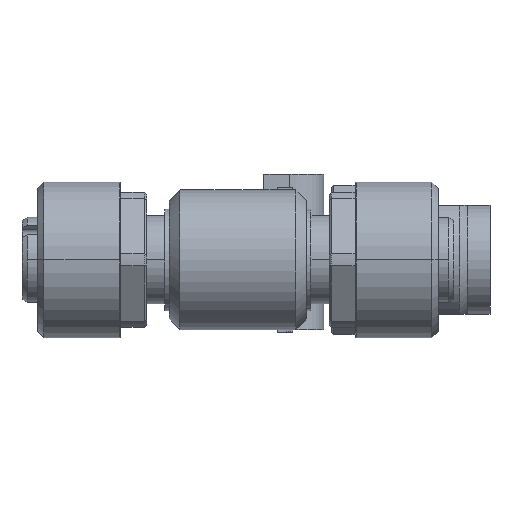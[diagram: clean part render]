
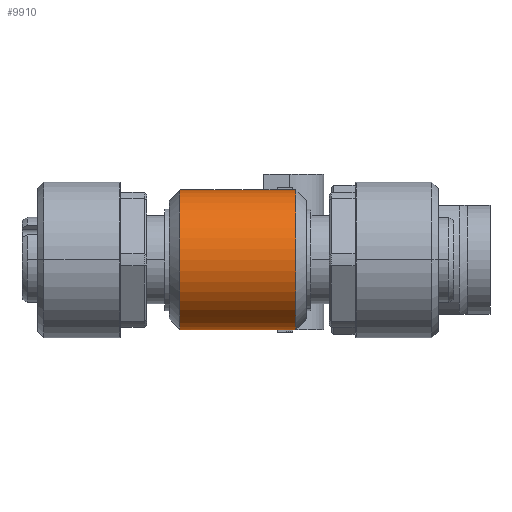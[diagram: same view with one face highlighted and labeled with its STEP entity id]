
A CAD part, left-side view. The second image highlights one B-rep face of the part: STEP entity #9910.
In plain terms, the highlighted cylindrical face has radius 6.75 mm (diameter 13.5 mm), a partial arc.
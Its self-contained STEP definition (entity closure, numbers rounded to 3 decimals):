
#537=CARTESIAN_POINT('',(-9.9,-10.334,6.75));
#538=CARTESIAN_POINT('',(-10.217,-10.334,6.75));
#539=CARTESIAN_POINT('',(-10.53,-10.356,6.728));
#540=CARTESIAN_POINT('',(-10.84,-10.4,6.684));
#560=CARTESIAN_POINT('',(-9.9,-10.4,0.));
#561=DIRECTION('',(0.,-1.,0.));
#562=DIRECTION('',(-1.,0.,0.));
#563=AXIS2_PLACEMENT_3D('',#560,#561,#562);
#568=CARTESIAN_POINT('',(-9.9,-10.4,0.));
#569=DIRECTION('',(0.,-1.,0.));
#570=DIRECTION('',(-0.139,0.,0.99));
#571=AXIS2_PLACEMENT_3D('',#568,#569,#570);
#599=CARTESIAN_POINT('',(-10.84,-10.4,
-6.684));
#600=CARTESIAN_POINT('',(-10.736,-10.385,
-6.699));
#601=CARTESIAN_POINT('',(-10.526,-10.361,
-6.723));
#602=CARTESIAN_POINT('',(-10.213,-10.339,
-6.745));
#603=CARTESIAN_POINT('',(-10.004,-10.334,-6.75));
#604=CARTESIAN_POINT('',(-9.9,-10.334,-6.75));
#614=CARTESIAN_POINT('',(-10.84,-10.4,
-6.684));
#655=DIRECTION('',(0.,1.,0.));
#656=VECTOR('',#655,2.034);
#657=CARTESIAN_POINT('',(-9.9,-10.334,-6.75));
#658=LINE('',#657,#656);
#669=DIRECTION('',(0.,-1.,0.));
#670=VECTOR('',#669,1.);
#671=CARTESIAN_POINT('',(-9.9,-7.3,-6.75));
#672=LINE('',#671,#670);
#676=DIRECTION('',(0.,-1.,0.));
#677=VECTOR('',#676,1.);
#678=CARTESIAN_POINT('',(-9.9,-4.3,-6.75));
#679=LINE('',#678,#677);
#683=DIRECTION('',(0.,-1.,0.));
#684=VECTOR('',#683,1.);
#685=CARTESIAN_POINT('',(-9.9,-1.3,-6.75));
#686=LINE('',#685,#684);
#690=DIRECTION('',(0.,1.,0.));
#691=VECTOR('',#690,1.);
#692=CARTESIAN_POINT('',(-9.9,-2.3,6.75));
#693=LINE('',#692,#691);
#697=DIRECTION('',(0.,1.,0.));
#698=VECTOR('',#697,1.);
#699=CARTESIAN_POINT('',(-9.9,-5.3,6.75));
#700=LINE('',#699,#698);
#704=DIRECTION('',(0.,1.,0.));
#705=VECTOR('',#704,1.);
#706=CARTESIAN_POINT('',(-9.9,-8.3,6.75));
#707=LINE('',#706,#705);
#826=DIRECTION('',(0.,1.,0.));
#827=VECTOR('',#826,2.);
#828=CARTESIAN_POINT('',(-9.9,-7.3,-6.75));
#829=LINE('',#828,#827);
#1269=DIRECTION('',(0.,-1.,0.));
#1270=VECTOR('',#1269,2.);
#1271=CARTESIAN_POINT('',(-9.9,-5.3,6.75));
#1272=LINE('',#1271,#1270);
#1421=DIRECTION('',(0.,-1.,0.));
#1422=VECTOR('',#1421,2.);
#1423=CARTESIAN_POINT('',(-9.9,-2.3,6.75));
#1424=LINE('',#1423,#1422);
#1573=DIRECTION('',(0.,-1.,0.));
#1574=VECTOR('',#1573,2.034);
#1575=CARTESIAN_POINT('',(-9.9,0.734,6.75));
#1576=LINE('',#1575,#1574);
#1667=CARTESIAN_POINT('',(-10.84,0.8,6.684));
#1668=CARTESIAN_POINT('',(-10.53,0.756,
6.728));
#1669=CARTESIAN_POINT('',(-10.217,0.734,6.75));
#1670=CARTESIAN_POINT('',(-9.9,0.734,6.75));
#1680=CARTESIAN_POINT('',(-10.84,0.8,6.684));
#1725=CARTESIAN_POINT('',(-10.84,0.8,
-6.684));
#1735=CARTESIAN_POINT('',(-9.9,0.734,-6.75));
#1736=CARTESIAN_POINT('',(-10.004,0.734,-6.75));
#1737=CARTESIAN_POINT('',(-10.213,0.739,
-6.745));
#1738=CARTESIAN_POINT('',(-10.526,0.761,
-6.723));
#1739=CARTESIAN_POINT('',(-10.736,0.785,
-6.699));
#1740=CARTESIAN_POINT('',(-10.84,0.8,
-6.684));
#1865=CARTESIAN_POINT('',(-9.9,0.8,0.));
#1866=DIRECTION('',(0.,1.,0.));
#1867=DIRECTION('',(-1.,0.,0.));
#1868=AXIS2_PLACEMENT_3D('',#1865,#1866,#1867);
#1873=CARTESIAN_POINT('',(-9.9,0.8,0.));
#1874=DIRECTION('',(0.,1.,0.));
#1875=DIRECTION('',(-0.139,0.,-0.99));
#1876=AXIS2_PLACEMENT_3D('',#1873,#1874,#1875);
#3111=DIRECTION('',(0.,1.,0.));
#3112=VECTOR('',#3111,2.034);
#3113=CARTESIAN_POINT('',(-9.9,-1.3,-6.75));
#3114=LINE('',#3113,#3112);
#3245=DIRECTION('',(0.,1.,0.));
#3246=VECTOR('',#3245,2.);
#3247=CARTESIAN_POINT('',(-9.9,-4.3,-6.75));
#3248=LINE('',#3247,#3246);
#5857=DIRECTION('',(0.,-1.,0.));
#5858=VECTOR('',#5857,2.034);
#5859=CARTESIAN_POINT('',(-9.9,-8.3,6.75));
#5860=LINE('',#5859,#5858);
#8229=CARTESIAN_POINT('',(-9.9,-7.3,-6.75));
#8230=CARTESIAN_POINT('',(-9.9,-5.3,-6.75));
#8231=VERTEX_POINT('',#8229);
#8232=VERTEX_POINT('',#8230);
#8241=CARTESIAN_POINT('',(-9.9,-4.3,-6.75));
#8242=CARTESIAN_POINT('',(-9.9,-2.3,-6.75));
#8243=VERTEX_POINT('',#8241);
#8244=VERTEX_POINT('',#8242);
#8253=CARTESIAN_POINT('',(-9.9,-1.3,-6.75));
#8254=CARTESIAN_POINT('',(-9.9,0.734,-6.75));
#8255=VERTEX_POINT('',#8253);
#8256=VERTEX_POINT('',#8254);
#8263=CARTESIAN_POINT('',(-9.9,0.734,6.75));
#8264=CARTESIAN_POINT('',(-9.9,-1.3,6.75));
#8265=VERTEX_POINT('',#8263);
#8266=VERTEX_POINT('',#8264);
#8271=CARTESIAN_POINT('',(-9.9,-2.3,6.75));
#8272=CARTESIAN_POINT('',(-9.9,-4.3,6.75));
#8273=VERTEX_POINT('',#8271);
#8274=VERTEX_POINT('',#8272);
#8279=CARTESIAN_POINT('',(-9.9,-5.3,6.75));
#8280=CARTESIAN_POINT('',(-9.9,-7.3,6.75));
#8281=VERTEX_POINT('',#8279);
#8282=VERTEX_POINT('',#8280);
#8287=CARTESIAN_POINT('',(-9.9,-8.3,6.75));
#8288=CARTESIAN_POINT('',(-9.9,-10.334,6.75));
#8289=VERTEX_POINT('',#8287);
#8290=VERTEX_POINT('',#8288);
#8294=CARTESIAN_POINT('',(-9.9,-10.334,-6.75));
#8295=CARTESIAN_POINT('',(-9.9,-8.3,-6.75));
#8296=VERTEX_POINT('',#8294);
#8297=VERTEX_POINT('',#8295);
#8796=VERTEX_POINT('',#540);
#8804=VERTEX_POINT('',#614);
#8811=VERTEX_POINT('',#1680);
#8816=VERTEX_POINT('',#1725);
#8817=CARTESIAN_POINT('',(-16.65,0.8,0.));
#8818=VERTEX_POINT('',#8817);
#8819=CARTESIAN_POINT('',(-16.65,-10.4,0.));
#8820=VERTEX_POINT('',#8819);
#9865=CARTESIAN_POINT('',(-9.9,1.8,0.));
#9866=DIRECTION('',(0.,-1.,0.));
#9867=DIRECTION('',(1.,0.,0.));
#9868=AXIS2_PLACEMENT_3D('',#9865,#9866,#9867);
#9869=CYLINDRICAL_SURFACE('',#9868,6.75);
#9870=ORIENTED_EDGE('',*,*,#9854,.T.);
#9872=ORIENTED_EDGE('',*,*,#9871,.F.);
#9874=ORIENTED_EDGE('',*,*,#9873,.T.);
#9876=ORIENTED_EDGE('',*,*,#9875,.F.);
#9878=ORIENTED_EDGE('',*,*,#9877,.T.);
#9880=ORIENTED_EDGE('',*,*,#9879,.F.);
#9882=ORIENTED_EDGE('',*,*,#9881,.T.);
#9884=ORIENTED_EDGE('',*,*,#9883,.T.);
#9886=ORIENTED_EDGE('',*,*,#9885,.T.);
#9888=ORIENTED_EDGE('',*,*,#9887,.T.);
#9890=ORIENTED_EDGE('',*,*,#9889,.T.);
#9892=ORIENTED_EDGE('',*,*,#9891,.T.);
#9894=ORIENTED_EDGE('',*,*,#9893,.F.);
#9896=ORIENTED_EDGE('',*,*,#9895,.T.);
#9898=ORIENTED_EDGE('',*,*,#9897,.F.);
#9900=ORIENTED_EDGE('',*,*,#9899,.T.);
#9901=ORIENTED_EDGE('',*,*,#9681,.F.);
#9903=ORIENTED_EDGE('',*,*,#9902,.T.);
#9904=ORIENTED_EDGE('',*,*,#9744,.T.);
#9905=ORIENTED_EDGE('',*,*,#9763,.T.);
#9906=ORIENTED_EDGE('',*,*,#9761,.T.);
#9907=ORIENTED_EDGE('',*,*,#9780,.T.);
#9908=EDGE_LOOP('',(#9870,#9872,#9874,#9876,#9878,#9880,#9882,#9884,#9886,#9888,
#9890,#9892,#9894,#9896,#9898,#9900,#9901,#9903,#9904,#9905,#9906,#9907));
#9909=FACE_OUTER_BOUND('',#9908,.F.);
#9910=ADVANCED_FACE('',(#9909),#9869,.T.);
#541=B_SPLINE_CURVE_WITH_KNOTS('',3,(#537,#538,#539,#540),.UNSPECIFIED.,.F.,.F.,
(4,4),(0.,1.),.UNSPECIFIED.);
#564=CIRCLE('',#563,6.75);
#572=CIRCLE('',#571,6.75);
#605=B_SPLINE_CURVE_WITH_KNOTS('',3,(#599,#600,#601,#602,#603,#604),
.UNSPECIFIED.,.F.,.F.,(4,1,1,4),(0.,0.333,0.667,1.),
.UNSPECIFIED.);
#1671=B_SPLINE_CURVE_WITH_KNOTS('',3,(#1667,#1668,#1669,#1670),.UNSPECIFIED.,
.F.,.F.,(4,4),(0.,1.),.UNSPECIFIED.);
#1741=B_SPLINE_CURVE_WITH_KNOTS('',3,(#1735,#1736,#1737,#1738,#1739,#1740),
.UNSPECIFIED.,.F.,.F.,(4,1,1,4),(0.,0.333,0.667,1.),
.UNSPECIFIED.);
#1869=CIRCLE('',#1868,6.75);
#1877=CIRCLE('',#1876,6.75);
#9681=EDGE_CURVE('',#8289,#8282,#707,.T.);
#9744=EDGE_CURVE('',#8290,#8796,#541,.T.);
#9761=EDGE_CURVE('',#8820,#8804,#564,.T.);
#9763=EDGE_CURVE('',#8796,#8820,#572,.T.);
#9780=EDGE_CURVE('',#8804,#8296,#605,.T.);
#9854=EDGE_CURVE('',#8296,#8297,#658,.T.);
#9871=EDGE_CURVE('',#8231,#8297,#672,.T.);
#9873=EDGE_CURVE('',#8231,#8232,#829,.T.);
#9875=EDGE_CURVE('',#8243,#8232,#679,.T.);
#9877=EDGE_CURVE('',#8243,#8244,#3248,.T.);
#9879=EDGE_CURVE('',#8255,#8244,#686,.T.);
#9881=EDGE_CURVE('',#8255,#8256,#3114,.T.);
#9883=EDGE_CURVE('',#8256,#8816,#1741,.T.);
#9885=EDGE_CURVE('',#8816,#8818,#1877,.T.);
#9887=EDGE_CURVE('',#8818,#8811,#1869,.T.);
#9889=EDGE_CURVE('',#8811,#8265,#1671,.T.);
#9891=EDGE_CURVE('',#8265,#8266,#1576,.T.);
#9893=EDGE_CURVE('',#8273,#8266,#693,.T.);
#9895=EDGE_CURVE('',#8273,#8274,#1424,.T.);
#9897=EDGE_CURVE('',#8281,#8274,#700,.T.);
#9899=EDGE_CURVE('',#8281,#8282,#1272,.T.);
#9902=EDGE_CURVE('',#8289,#8290,#5860,.T.);
